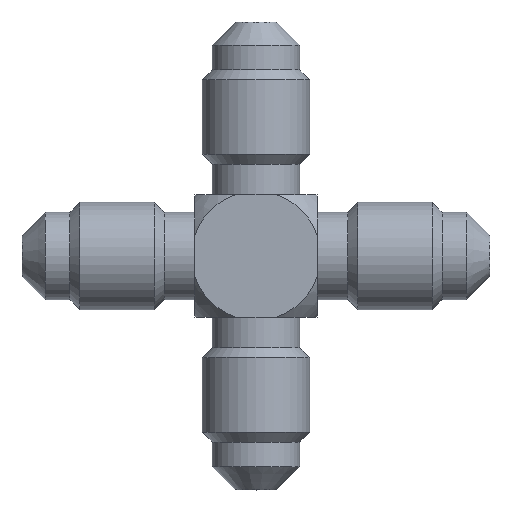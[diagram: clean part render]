
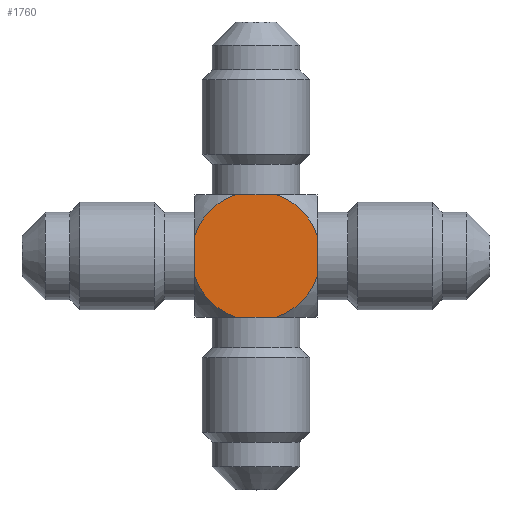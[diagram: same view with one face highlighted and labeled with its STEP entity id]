
A CAD part, top view. The second image highlights one B-rep face of the part: STEP entity #1760.
In plain terms, the highlighted planar face has unit normal (0, 0, 1).
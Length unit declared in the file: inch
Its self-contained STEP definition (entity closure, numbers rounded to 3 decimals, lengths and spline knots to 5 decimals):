
#153=DIRECTION('',(1.,0.,0.));
#154=VECTOR('',#153,0.16455);
#155=CARTESIAN_POINT('',(-0.08227,-0.25,0.25));
#156=LINE('',#155,#154);
#223=DIRECTION('',(0.,1.,0.));
#224=VECTOR('',#223,0.16455);
#225=CARTESIAN_POINT('',(0.25,-0.08227,0.25));
#226=LINE('',#225,#224);
#254=CARTESIAN_POINT('',(0.,0.,0.25));
#255=DIRECTION('',(0.,0.,1.));
#256=DIRECTION('',(-0.95,-0.313,0.));
#257=AXIS2_PLACEMENT_3D('',#254,#255,#256);
#262=CARTESIAN_POINT('',(0.,0.,0.25));
#263=DIRECTION('',(0.,0.,1.));
#264=DIRECTION('',(0.313,-0.95,0.));
#265=AXIS2_PLACEMENT_3D('',#262,#263,#264);
#363=DIRECTION('',(1.,0.,0.));
#364=VECTOR('',#363,0.16455);
#365=CARTESIAN_POINT('',(-0.08227,0.25,0.25));
#366=LINE('',#365,#364);
#416=CARTESIAN_POINT('',(0.,0.,0.25));
#417=DIRECTION('',(0.,0.,-1.));
#418=DIRECTION('',(-0.95,0.313,0.));
#419=AXIS2_PLACEMENT_3D('',#416,#417,#418);
#440=CARTESIAN_POINT('',(0.,0.,0.25));
#441=DIRECTION('',(0.,0.,-1.));
#442=DIRECTION('',(0.313,0.95,0.));
#443=AXIS2_PLACEMENT_3D('',#440,#441,#442);
#448=DIRECTION('',(0.,1.,0.));
#449=VECTOR('',#448,0.16455);
#450=CARTESIAN_POINT('',(-0.25,-0.08227,0.25));
#451=LINE('',#450,#449);
#1359=CARTESIAN_POINT('',(-0.08227,0.25,0.25));
#1361=VERTEX_POINT('',#1359);
#1364=CARTESIAN_POINT('',(0.08227,0.25,0.25));
#1366=VERTEX_POINT('',#1364);
#1369=CARTESIAN_POINT('',(-0.25,0.08227,0.25));
#1370=VERTEX_POINT('',#1369);
#1371=CARTESIAN_POINT('',(0.25,0.08227,0.25));
#1372=VERTEX_POINT('',#1371);
#1384=CARTESIAN_POINT('',(-0.08227,-0.25,0.25));
#1386=VERTEX_POINT('',#1384);
#1387=CARTESIAN_POINT('',(0.08227,-0.25,0.25));
#1389=VERTEX_POINT('',#1387);
#1393=CARTESIAN_POINT('',(-0.25,-0.08227,0.25));
#1394=VERTEX_POINT('',#1393);
#1395=CARTESIAN_POINT('',(0.25,-0.08227,0.25));
#1396=VERTEX_POINT('',#1395);
#1745=CARTESIAN_POINT('',(-0.25,-0.25,0.25));
#1746=DIRECTION('',(0.,0.,1.));
#1747=DIRECTION('',(1.,0.,0.));
#1748=AXIS2_PLACEMENT_3D('',#1745,#1746,#1747);
#1749=PLANE('',#1748);
#1750=ORIENTED_EDGE('',*,*,#1609,.F.);
#1751=ORIENTED_EDGE('',*,*,#1640,.T.);
#1752=ORIENTED_EDGE('',*,*,#1727,.T.);
#1753=ORIENTED_EDGE('',*,*,#1705,.T.);
#1754=ORIENTED_EDGE('',*,*,#1740,.T.);
#1755=ORIENTED_EDGE('',*,*,#1582,.F.);
#1756=ORIENTED_EDGE('',*,*,#1620,.F.);
#1757=ORIENTED_EDGE('',*,*,#1532,.F.);
#1758=EDGE_LOOP('',(#1750,#1751,#1752,#1753,#1754,#1755,#1756,#1757));
#1759=FACE_OUTER_BOUND('',#1758,.F.);
#1760=ADVANCED_FACE('',(#1759),#1749,.T.);
#258=CIRCLE('',#257,0.26319);
#266=CIRCLE('',#265,0.26319);
#420=CIRCLE('',#419,0.26319);
#444=CIRCLE('',#443,0.26319);
#1532=EDGE_CURVE('',#1386,#1389,#156,.T.);
#1582=EDGE_CURVE('',#1396,#1372,#226,.T.);
#1609=EDGE_CURVE('',#1394,#1386,#258,.T.);
#1620=EDGE_CURVE('',#1389,#1396,#266,.T.);
#1640=EDGE_CURVE('',#1394,#1370,#451,.T.);
#1705=EDGE_CURVE('',#1361,#1366,#366,.T.);
#1727=EDGE_CURVE('',#1370,#1361,#420,.T.);
#1740=EDGE_CURVE('',#1366,#1372,#444,.T.);
